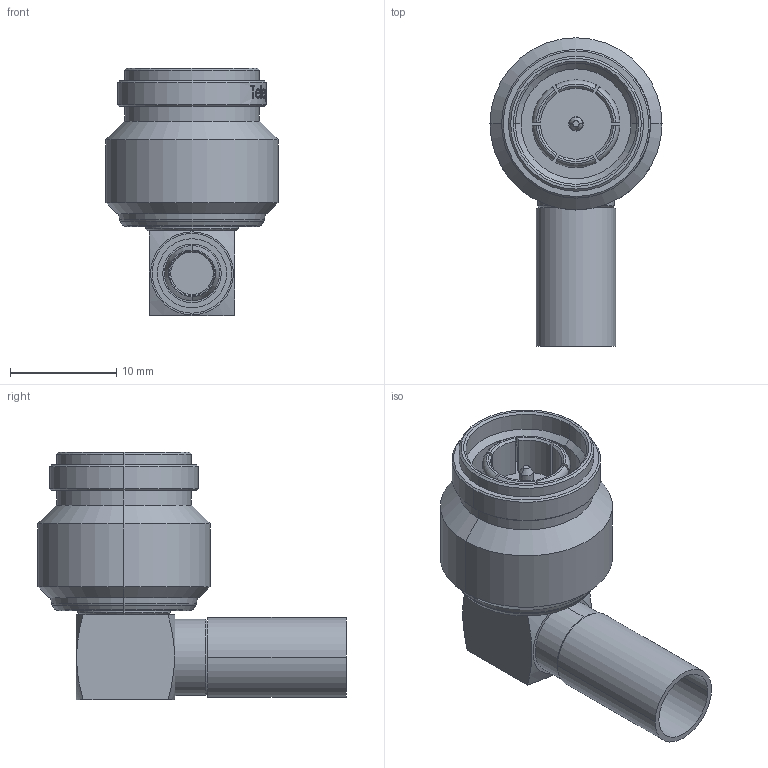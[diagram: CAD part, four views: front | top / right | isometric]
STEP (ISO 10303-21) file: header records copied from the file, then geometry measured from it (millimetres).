
FILE_DESCRIPTION (( 'STEP AP214' ), '1' );
FILE_NAME ('J01012A0004.STEP', '2018-06-04T06:15:29', ( '' ), ( '' ), 'SwSTEP 2.0', 'SolidWorks 2017', '' );
FILE_SCHEMA (( 'AUTOMOTIVE_DESIGN' ));
Length unit declared in the file: millimetre
Products named in the file (1): J01012A0004
Bounding box: 16.2 x 29 x 23.3 mm (x, y, z)
Volume: 3140.7 mm3; surface area: 2399.3 mm2
Topology: 1 solids, 1 shells, 298 faces, 739 edges, 478 vertices
Faces by surface type: plane 99, bspline 83, cylinder 62, cone 46, torus 8
Entity records: 17676 total; most frequent: CARTESIAN_POINT 7996, ORIENTED_EDGE 1478, DIRECTION 1064, EDGE_CURVE 739, VERTEX_POINT 478, AXIS2_PLACEMENT_3D 416, EDGE_LOOP 333, B_SPLINE_CURVE_WITH_KNOTS 307
